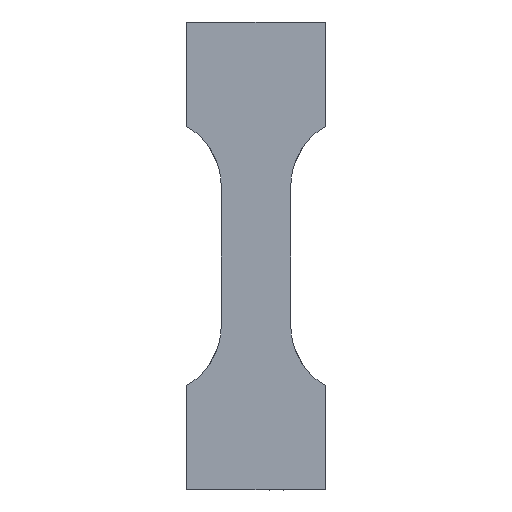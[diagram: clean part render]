
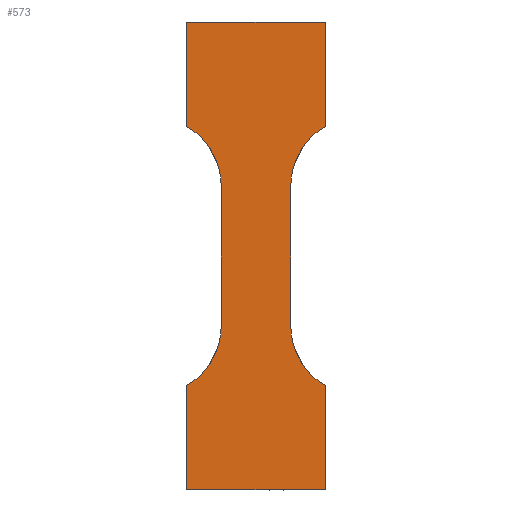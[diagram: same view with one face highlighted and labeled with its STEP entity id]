
A CAD part, left-side view. The second image highlights one B-rep face of the part: STEP entity #573.
In plain terms, the highlighted planar face has unit normal (-1, 0, 0).
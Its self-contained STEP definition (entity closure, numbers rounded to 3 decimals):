
#221=CARTESIAN_POINT('Vertex',(0.,0.,0.)) ;
#226=CARTESIAN_POINT('Line Origine',(0.,5.,0.)) ;
#230=CARTESIAN_POINT('Vertex',(0.,10.,0.)) ;
#427=CARTESIAN_POINT('Axis2P3D Location',(0.,0.,0.)) ;
#432=CARTESIAN_POINT('Line Origine',(0.,-5.,0.)) ;
#436=CARTESIAN_POINT('Vertex',(0.,-10.,0.)) ;
#439=CARTESIAN_POINT('Line Origine',(0.,-10.,7.5)) ;
#443=CARTESIAN_POINT('Vertex',(0.,-10.,15.)) ;
#447=CARTESIAN_POINT('Control Point',(0.,-10.,15.)) ;
#448=CARTESIAN_POINT('Control Point',(0.,-9.136,15.498)) ;
#449=CARTESIAN_POINT('Control Point',(0.,-7.954,16.442)) ;
#450=CARTESIAN_POINT('Control Point',(0.,-6.706,18.005)) ;
#451=CARTESIAN_POINT('Control Point',(0.,-5.957,19.304)) ;
#452=CARTESIAN_POINT('Control Point',(0.,-5.227,21.167)) ;
#453=CARTESIAN_POINT('Control Point',(0.,-4.997,22.662)) ;
#454=CARTESIAN_POINT('Control Point',(0.,-5.,23.66)) ;
#455=CARTESIAN_POINT('Vertex',(0.,-5.,23.66)) ;
#458=CARTESIAN_POINT('Line Origine',(0.,-5.,28.66)) ;
#462=CARTESIAN_POINT('Vertex',(0.,-5.,33.66)) ;
#465=CARTESIAN_POINT('Line Origine',(0.,-5.,38.66)) ;
#469=CARTESIAN_POINT('Vertex',(0.,-5.,43.66)) ;
#473=CARTESIAN_POINT('Control Point',(0.,-10.,52.32)) ;
#474=CARTESIAN_POINT('Control Point',(0.,-9.136,51.822)) ;
#475=CARTESIAN_POINT('Control Point',(0.,-7.954,50.878)) ;
#476=CARTESIAN_POINT('Control Point',(0.,-6.706,49.315)) ;
#477=CARTESIAN_POINT('Control Point',(0.,-5.957,48.016)) ;
#478=CARTESIAN_POINT('Control Point',(0.,-5.227,46.153)) ;
#479=CARTESIAN_POINT('Control Point',(0.,-4.997,44.658)) ;
#480=CARTESIAN_POINT('Control Point',(0.,-5.,43.66)) ;
#481=CARTESIAN_POINT('Vertex',(0.,-10.,52.32)) ;
#484=CARTESIAN_POINT('Line Origine',(0.,-10.,59.82)) ;
#488=CARTESIAN_POINT('Vertex',(0.,-10.,67.32)) ;
#491=CARTESIAN_POINT('Line Origine',(0.,-5.,67.32)) ;
#495=CARTESIAN_POINT('Vertex',(0.,0.,67.32)) ;
#498=CARTESIAN_POINT('Line Origine',(0.,5.,67.32)) ;
#502=CARTESIAN_POINT('Vertex',(0.,10.,67.32)) ;
#505=CARTESIAN_POINT('Line Origine',(0.,10.,59.82)) ;
#509=CARTESIAN_POINT('Vertex',(0.,10.,52.32)) ;
#513=CARTESIAN_POINT('Control Point',(0.,10.,52.32)) ;
#514=CARTESIAN_POINT('Control Point',(0.,9.136,51.822)) ;
#515=CARTESIAN_POINT('Control Point',(0.,7.954,50.878)) ;
#516=CARTESIAN_POINT('Control Point',(0.,6.706,49.315)) ;
#517=CARTESIAN_POINT('Control Point',(0.,5.957,48.016)) ;
#518=CARTESIAN_POINT('Control Point',(0.,5.227,46.153)) ;
#519=CARTESIAN_POINT('Control Point',(0.,4.997,44.658)) ;
#520=CARTESIAN_POINT('Control Point',(0.,5.,43.66)) ;
#521=CARTESIAN_POINT('Vertex',(0.,5.,43.66)) ;
#524=CARTESIAN_POINT('Line Origine',(0.,5.,38.66)) ;
#528=CARTESIAN_POINT('Vertex',(0.,5.,33.66)) ;
#531=CARTESIAN_POINT('Line Origine',(0.,5.,28.66)) ;
#535=CARTESIAN_POINT('Vertex',(0.,5.,23.66)) ;
#539=CARTESIAN_POINT('Control Point',(0.,10.,15.)) ;
#540=CARTESIAN_POINT('Control Point',(0.,9.136,15.498)) ;
#541=CARTESIAN_POINT('Control Point',(0.,7.954,16.442)) ;
#542=CARTESIAN_POINT('Control Point',(0.,6.706,18.005)) ;
#543=CARTESIAN_POINT('Control Point',(0.,5.957,19.304)) ;
#544=CARTESIAN_POINT('Control Point',(0.,5.227,21.167)) ;
#545=CARTESIAN_POINT('Control Point',(0.,4.997,22.662)) ;
#546=CARTESIAN_POINT('Control Point',(0.,5.,23.66)) ;
#547=CARTESIAN_POINT('Vertex',(0.,10.,15.)) ;
#550=CARTESIAN_POINT('Line Origine',(0.,10.,7.5)) ;
#228=VECTOR('Line Direction',#227,1.) ;
#434=VECTOR('Line Direction',#433,1.) ;
#441=VECTOR('Line Direction',#440,1.) ;
#460=VECTOR('Line Direction',#459,1.) ;
#467=VECTOR('Line Direction',#466,1.) ;
#486=VECTOR('Line Direction',#485,1.) ;
#493=VECTOR('Line Direction',#492,1.) ;
#500=VECTOR('Line Direction',#499,1.) ;
#507=VECTOR('Line Direction',#506,1.) ;
#526=VECTOR('Line Direction',#525,1.) ;
#533=VECTOR('Line Direction',#532,1.) ;
#552=VECTOR('Line Direction',#551,1.) ;
#227=DIRECTION('Vector Direction',(0.,1.,0.)) ;
#428=DIRECTION('Axis2P3D Direction',(1.,0.,0.)) ;
#429=DIRECTION('Axis2P3D XDirection',(0.,1.,0.)) ;
#433=DIRECTION('Vector Direction',(0.,-1.,0.)) ;
#440=DIRECTION('Vector Direction',(0.,0.,1.)) ;
#459=DIRECTION('Vector Direction',(0.,0.,-1.)) ;
#466=DIRECTION('Vector Direction',(0.,0.,1.)) ;
#485=DIRECTION('Vector Direction',(0.,0.,-1.)) ;
#492=DIRECTION('Vector Direction',(0.,-1.,0.)) ;
#499=DIRECTION('Vector Direction',(0.,1.,0.)) ;
#506=DIRECTION('Vector Direction',(0.,0.,-1.)) ;
#525=DIRECTION('Vector Direction',(0.,0.,1.)) ;
#532=DIRECTION('Vector Direction',(0.,0.,-1.)) ;
#551=DIRECTION('Vector Direction',(0.,0.,1.)) ;
#430=AXIS2_PLACEMENT_3D('Plane Axis2P3D',#427,#428,#429) ;
#229=LINE('Line',#226,#228) ;
#435=LINE('Line',#432,#434) ;
#442=LINE('Line',#439,#441) ;
#461=LINE('Line',#458,#460) ;
#468=LINE('Line',#465,#467) ;
#487=LINE('Line',#484,#486) ;
#494=LINE('Line',#491,#493) ;
#501=LINE('Line',#498,#500) ;
#508=LINE('Line',#505,#507) ;
#527=LINE('Line',#524,#526) ;
#534=LINE('Line',#531,#533) ;
#553=LINE('Line',#550,#552) ;
#431=PLANE('',#430) ;
#232=EDGE_CURVE('',#222,#231,#229,.T.) ;
#438=EDGE_CURVE('',#437,#222,#435,.F.) ;
#445=EDGE_CURVE('',#444,#437,#442,.F.) ;
#457=EDGE_CURVE('',#456,#444,#446,.F.) ;
#464=EDGE_CURVE('',#463,#456,#461,.T.) ;
#471=EDGE_CURVE('',#470,#463,#468,.F.) ;
#483=EDGE_CURVE('',#482,#470,#472,.T.) ;
#490=EDGE_CURVE('',#489,#482,#487,.T.) ;
#497=EDGE_CURVE('',#496,#489,#494,.T.) ;
#504=EDGE_CURVE('',#503,#496,#501,.F.) ;
#511=EDGE_CURVE('',#510,#503,#508,.F.) ;
#523=EDGE_CURVE('',#522,#510,#512,.F.) ;
#530=EDGE_CURVE('',#529,#522,#527,.T.) ;
#537=EDGE_CURVE('',#536,#529,#534,.F.) ;
#549=EDGE_CURVE('',#548,#536,#538,.T.) ;
#554=EDGE_CURVE('',#231,#548,#553,.T.) ;
#556=ORIENTED_EDGE('',*,*,#438,.F.) ;
#557=ORIENTED_EDGE('',*,*,#445,.F.) ;
#558=ORIENTED_EDGE('',*,*,#457,.F.) ;
#559=ORIENTED_EDGE('',*,*,#464,.F.) ;
#560=ORIENTED_EDGE('',*,*,#471,.F.) ;
#561=ORIENTED_EDGE('',*,*,#483,.F.) ;
#562=ORIENTED_EDGE('',*,*,#490,.F.) ;
#563=ORIENTED_EDGE('',*,*,#497,.F.) ;
#564=ORIENTED_EDGE('',*,*,#504,.F.) ;
#565=ORIENTED_EDGE('',*,*,#511,.F.) ;
#566=ORIENTED_EDGE('',*,*,#523,.F.) ;
#567=ORIENTED_EDGE('',*,*,#530,.F.) ;
#568=ORIENTED_EDGE('',*,*,#537,.F.) ;
#569=ORIENTED_EDGE('',*,*,#549,.F.) ;
#570=ORIENTED_EDGE('',*,*,#554,.F.) ;
#571=ORIENTED_EDGE('',*,*,#232,.F.) ;
#555=EDGE_LOOP('',(#556,#557,#558,#559,#560,#561,#562,#563,#564,#565,#566,#567,#568,#569,#570,#571)) ;
#222=VERTEX_POINT('',#221) ;
#231=VERTEX_POINT('',#230) ;
#437=VERTEX_POINT('',#436) ;
#444=VERTEX_POINT('',#443) ;
#456=VERTEX_POINT('',#455) ;
#463=VERTEX_POINT('',#462) ;
#470=VERTEX_POINT('',#469) ;
#482=VERTEX_POINT('',#481) ;
#489=VERTEX_POINT('',#488) ;
#496=VERTEX_POINT('',#495) ;
#503=VERTEX_POINT('',#502) ;
#510=VERTEX_POINT('',#509) ;
#522=VERTEX_POINT('',#521) ;
#529=VERTEX_POINT('',#528) ;
#536=VERTEX_POINT('',#535) ;
#548=VERTEX_POINT('',#547) ;
#573=ADVANCED_FACE('Body.2',(#572),#431,.F.) ;
#446=B_SPLINE_CURVE_WITH_KNOTS('',3,(#447,#448,#449,#450,#451,#452,#453,#454),.UNSPECIFIED.,.F.,.U.,(4,1,1,1,1,4),(0.,3.006,4.508,6.011,7.514,10.521),.UNSPECIFIED.) ;
#472=B_SPLINE_CURVE_WITH_KNOTS('',3,(#473,#474,#475,#476,#477,#478,#479,#480),.UNSPECIFIED.,.F.,.U.,(4,1,1,1,1,4),(0.,3.006,4.508,6.011,7.514,10.521),.UNSPECIFIED.) ;
#512=B_SPLINE_CURVE_WITH_KNOTS('',3,(#513,#514,#515,#516,#517,#518,#519,#520),.UNSPECIFIED.,.F.,.U.,(4,1,1,1,1,4),(0.,3.006,4.508,6.011,7.514,10.521),.UNSPECIFIED.) ;
#538=B_SPLINE_CURVE_WITH_KNOTS('',3,(#539,#540,#541,#542,#543,#544,#545,#546),.UNSPECIFIED.,.F.,.U.,(4,1,1,1,1,4),(0.,3.006,4.508,6.011,7.514,10.521),.UNSPECIFIED.) ;
#572=FACE_OUTER_BOUND('',#555,.T.) ;
